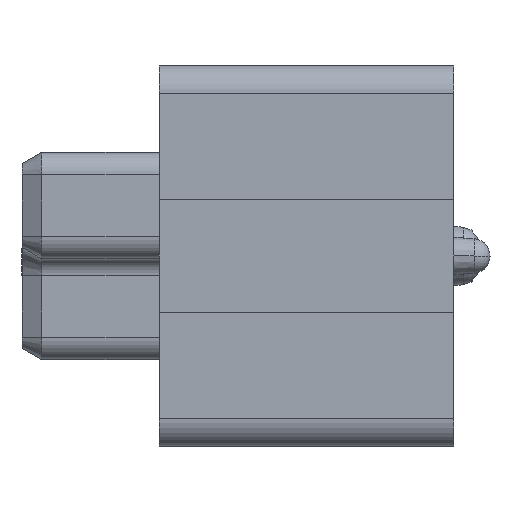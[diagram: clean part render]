
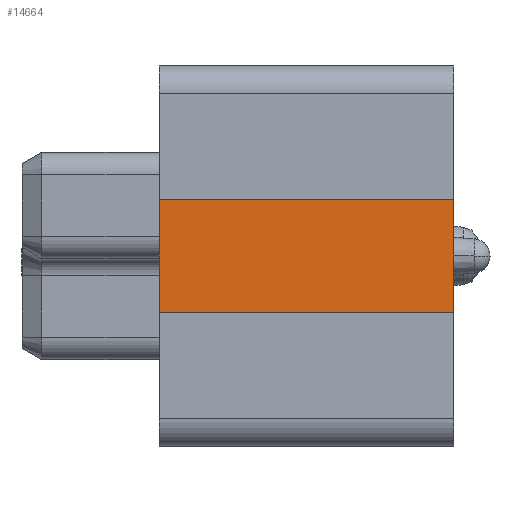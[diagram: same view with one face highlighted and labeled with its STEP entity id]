
A CAD part, left-side view. The second image highlights one B-rep face of the part: STEP entity #14664.
In plain terms, the highlighted planar face has unit normal (-1, 0, 0).
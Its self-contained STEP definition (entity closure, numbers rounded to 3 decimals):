
#3452=DIRECTION('',(0.,0.,-1.));
#3453=VECTOR('',#3452,2.);
#3454=CARTESIAN_POINT('',(-18.7,-0.05,1.));
#3455=LINE('11889',#3454,#3453);
#3629=DIRECTION('',(0.,-1.,0.));
#3630=VECTOR('',#3629,5.25);
#3631=CARTESIAN_POINT('',(-18.7,5.2,1.));
#3632=LINE('12028',#3631,#3630);
#3633=DIRECTION('',(0.,0.,-1.));
#3634=VECTOR('',#3633,2.);
#3635=CARTESIAN_POINT('',(-18.7,5.2,1.));
#3636=LINE('10513',#3635,#3634);
#3637=DIRECTION('',(0.,-1.,0.));
#3638=VECTOR('',#3637,5.25);
#3639=CARTESIAN_POINT('',(-18.7,5.2,-1.));
#3640=LINE('12029',#3639,#3638);
#7111=CARTESIAN_POINT('',(-18.7,5.2,1.));
#7112=VERTEX_POINT('',#7111);
#7113=CARTESIAN_POINT('',(-18.7,5.2,-1.));
#7114=VERTEX_POINT('',#7113);
#8483=CARTESIAN_POINT('',(-18.7,-0.05,1.));
#8484=VERTEX_POINT('',#8483);
#8485=CARTESIAN_POINT('',(-18.7,-0.05,-1.));
#8486=VERTEX_POINT('',#8485);
#14651=CARTESIAN_POINT('',(-18.7,2.7,0.));
#14652=DIRECTION('',(1.,0.,0.));
#14653=DIRECTION('',(0.,0.,-1.));
#14654=AXIS2_PLACEMENT_3D('',#14651,#14652,#14653);
#14655=PLANE('9791',#14654);
#14656=ORIENTED_EDGE('12028',*,*,#14644,.T.);
#14657=ORIENTED_EDGE('11889',*,*,#14374,.T.);
#14659=ORIENTED_EDGE('12029',*,*,#14658,.F.);
#14661=ORIENTED_EDGE('10513',*,*,#14660,.F.);
#14662=EDGE_LOOP('9791',(#14656,#14657,#14659,#14661));
#14663=FACE_OUTER_BOUND('9791',#14662,.F.);
#14664=ADVANCED_FACE('9791',(#14663),#14655,.F.);
#14374=EDGE_CURVE('11889',#8484,#8486,#3455,.T.);
#14644=EDGE_CURVE('12028',#7112,#8484,#3632,.T.);
#14658=EDGE_CURVE('12029',#7114,#8486,#3640,.T.);
#14660=EDGE_CURVE('10513',#7112,#7114,#3636,.T.);
